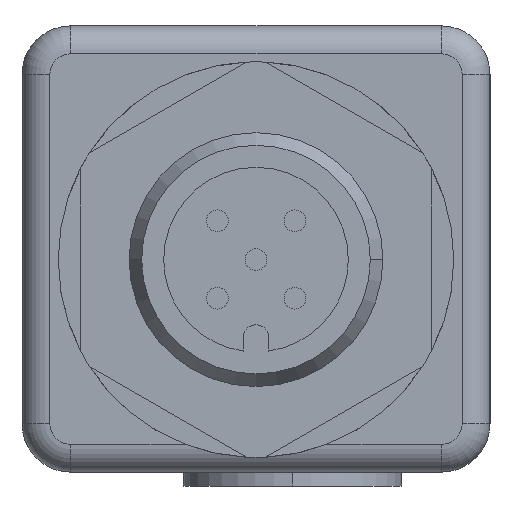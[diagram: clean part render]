
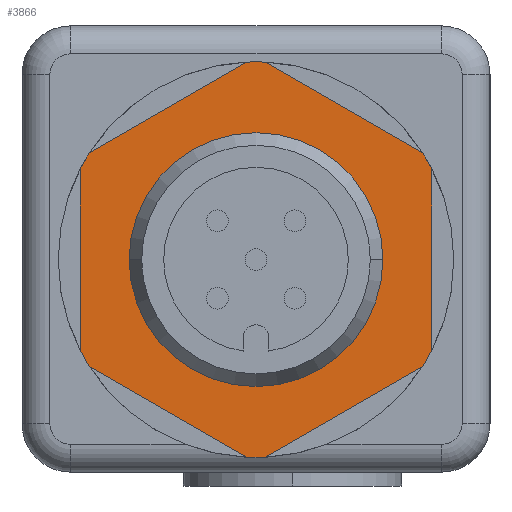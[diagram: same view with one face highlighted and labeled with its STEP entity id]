
A CAD part, left-side view. The second image highlights one B-rep face of the part: STEP entity #3866.
In plain terms, the highlighted planar face has unit normal (-1, 0, 0).
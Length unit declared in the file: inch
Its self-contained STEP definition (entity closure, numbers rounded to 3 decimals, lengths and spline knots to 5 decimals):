
#6 = LINE ( 'NONE', #2352, #5353 ) ;
#41 = VERTEX_POINT ( 'NONE', #754 ) ;
#107 = DIRECTION ( 'NONE',  ( 1., 0., 0. ) ) ;
#135 = CARTESIAN_POINT ( 'NONE',  ( -0.08, 0.4195, -0.419 ) ) ;
#180 = DIRECTION ( 'NONE',  ( -1., 0., 0. ) ) ;
#201 = CARTESIAN_POINT ( 'NONE',  ( -0.08, 0.7345, -0.58162 ) ) ;
#282 = CIRCLE ( 'NONE', #3654, 0.2275 ) ;
#323 = DIRECTION ( 'NONE',  ( 1., 0., 0. ) ) ;
#348 = CARTESIAN_POINT ( 'NONE',  ( -0.08, 0.4195, -0.419 ) ) ;
#431 = EDGE_CURVE ( 'NONE', #3062, #1562, #1804, .T. ) ;
#547 = CARTESIAN_POINT ( 'NONE',  ( -0.08, 0.52787, -0.8453 ) ) ;
#577 = DIRECTION ( 'NONE',  ( 0., 1., 0. ) ) ;
#638 = DIRECTION ( 'NONE',  ( 0., 0., 1. ) ) ;
#657 = CARTESIAN_POINT ( 'NONE',  ( -0.08, 0.40283, -0.06489 ) ) ;
#700 = ORIENTED_EDGE ( 'NONE', *, *, #929, .F. ) ;
#754 = CARTESIAN_POINT ( 'NONE',  ( -0.08, 0.43617, -0.06489 ) ) ;
#772 = LINE ( 'NONE', #1239, #3976 ) ;
#785 = DIRECTION ( 'NONE',  ( 0., 1., 0. ) ) ;
#801 = VERTEX_POINT ( 'NONE', #1526 ) ;
#907 = DIRECTION ( 'NONE',  ( 0., 0.866, 0.5 ) ) ;
#929 = EDGE_CURVE ( 'NONE', #2523, #1823, #5401, .T. ) ;
#962 = VECTOR ( 'NONE', #638, 39.37008 ) ;
#990 = EDGE_CURVE ( 'NONE', #2683, #2824, #3060, .T. ) ;
#1057 = ORIENTED_EDGE ( 'NONE', *, *, #2042, .F. ) ;
#1061 = EDGE_CURVE ( 'NONE', #801, #3185, #1793, .T. ) ;
#1079 = DIRECTION ( 'NONE',  ( 1., 0., 0. ) ) ;
#1088 = EDGE_CURVE ( 'NONE', #41, #4396, #4484, .T. ) ;
#1218 = EDGE_CURVE ( 'NONE', #4946, #3902, #3117, .T. ) ;
#1225 = DIRECTION ( 'NONE',  ( 0., -0.866, -0.5 ) ) ;
#1234 = AXIS2_PLACEMENT_3D ( 'NONE', #2868, #323, #3312 ) ;
#1239 = CARTESIAN_POINT ( 'NONE',  ( -0.08, 0.84287, -0.53829 ) ) ;
#1277 = EDGE_CURVE ( 'NONE', #3062, #4857, #3370, .T. ) ;
#1287 = DIRECTION ( 'NONE',  ( 0., 0., -1. ) ) ;
#1331 = AXIS2_PLACEMENT_3D ( 'NONE', #3977, #1462, #4417 ) ;
#1358 = VERTEX_POINT ( 'NONE', #3171 ) ;
#1440 = EDGE_CURVE ( 'NONE', #41, #2824, #6, .T. ) ;
#1462 = DIRECTION ( 'NONE',  ( 1., 0., 0. ) ) ;
#1526 = CARTESIAN_POINT ( 'NONE',  ( -0.08, 0.192, -0.419 ) ) ;
#1542 = DIRECTION ( 'NONE',  ( 1., 0., 0. ) ) ;
#1562 = VERTEX_POINT ( 'NONE', #4120 ) ;
#1627 = VECTOR ( 'NONE', #907, 39.37008 ) ;
#1685 = ORIENTED_EDGE ( 'NONE', *, *, #3913, .T. ) ;
#1752 = FACE_BOUND ( 'NONE', #2334, .T. ) ;
#1756 = LINE ( 'NONE', #2590, #1627 ) ;
#1793 = CIRCLE ( 'NONE', #1331, 0.2275 ) ;
#1800 = ORIENTED_EDGE ( 'NONE', *, *, #3797, .T. ) ;
#1804 = CIRCLE ( 'NONE', #5414, 0.3545 ) ;
#1823 = VERTEX_POINT ( 'NONE', #3973 ) ;
#1835 = ORIENTED_EDGE ( 'NONE', *, *, #1088, .F. ) ;
#1864 = PLANE ( 'NONE',  #2991 ) ;
#2042 = EDGE_CURVE ( 'NONE', #1358, #4857, #3357, .T. ) ;
#2089 = DIRECTION ( 'NONE',  ( 1., 0., 0. ) ) ;
#2100 = LINE ( 'NONE', #3610, #962 ) ;
#2226 = VECTOR ( 'NONE', #3527, 39.37008 ) ;
#2238 = EDGE_LOOP ( 'NONE', ( #700, #4746, #1835, #5054, #2636, #3479, #5215, #3182, #2405, #3112, #1057, #1685 ) ) ;
#2279 = LINE ( 'NONE', #4242, #5346 ) ;
#2288 = CARTESIAN_POINT ( 'NONE',  ( -0.08, 0.647, -0.419 ) ) ;
#2334 = EDGE_LOOP ( 'NONE', ( #1800, #4485 ) ) ;
#2352 = CARTESIAN_POINT ( 'NONE',  ( -0.08, 0.84287, -0.29971 ) ) ;
#2405 = ORIENTED_EDGE ( 'NONE', *, *, #431, .F. ) ;
#2523 = VERTEX_POINT ( 'NONE', #5259 ) ;
#2590 = CARTESIAN_POINT ( 'NONE',  ( -0.08, 0.52787, 0.0073 ) ) ;
#2636 = ORIENTED_EDGE ( 'NONE', *, *, #990, .F. ) ;
#2667 = CARTESIAN_POINT ( 'NONE',  ( -0.08, 0.4195, -0.419 ) ) ;
#2683 = VERTEX_POINT ( 'NONE', #3126 ) ;
#2736 = CARTESIAN_POINT ( 'NONE',  ( -0.08, 0.774, -0.419 ) ) ;
#2738 = FACE_OUTER_BOUND ( 'NONE', #2238, .T. ) ;
#2824 = VERTEX_POINT ( 'NONE', #4049 ) ;
#2868 = CARTESIAN_POINT ( 'NONE',  ( -0.08, 0.4195, -0.419 ) ) ;
#2911 = AXIS2_PLACEMENT_3D ( 'NONE', #4066, #1542, #4488 ) ;
#2989 = EDGE_CURVE ( 'NONE', #4946, #1562, #772, .T. ) ;
#2991 = AXIS2_PLACEMENT_3D ( 'NONE', #2736, #180, #3175 ) ;
#3060 = CIRCLE ( 'NONE', #5372, 0.3545 ) ;
#3062 = VERTEX_POINT ( 'NONE', #3501 ) ;
#3103 = DIRECTION ( 'NONE',  ( 0., 1., 0. ) ) ;
#3112 = ORIENTED_EDGE ( 'NONE', *, *, #1277, .T. ) ;
#3117 = CIRCLE ( 'NONE', #1234, 0.3545 ) ;
#3126 = CARTESIAN_POINT ( 'NONE',  ( -0.08, 0.7345, -0.25638 ) ) ;
#3127 = DIRECTION ( 'NONE',  ( 1., 0., 0. ) ) ;
#3156 = CARTESIAN_POINT ( 'NONE',  ( -0.08, 0.12117, -0.61049 ) ) ;
#3171 = CARTESIAN_POINT ( 'NONE',  ( -0.08, 0.1045, -0.58162 ) ) ;
#3175 = DIRECTION ( 'NONE',  ( 0., -1., 0. ) ) ;
#3182 = ORIENTED_EDGE ( 'NONE', *, *, #2989, .T. ) ;
#3185 = VERTEX_POINT ( 'NONE', #2288 ) ;
#3312 = DIRECTION ( 'NONE',  ( 0., 1., 0. ) ) ;
#3338 = DIRECTION ( 'NONE',  ( 1., 0., 0. ) ) ;
#3343 = AXIS2_PLACEMENT_3D ( 'NONE', #3625, #1079, #4025 ) ;
#3357 = CIRCLE ( 'NONE', #2911, 0.3545 ) ;
#3370 = LINE ( 'NONE', #547, #2226 ) ;
#3479 = ORIENTED_EDGE ( 'NONE', *, *, #4106, .T. ) ;
#3501 = CARTESIAN_POINT ( 'NONE',  ( -0.08, 0.40283, -0.77311 ) ) ;
#3527 = DIRECTION ( 'NONE',  ( 0., -0.866, 0.5 ) ) ;
#3610 = CARTESIAN_POINT ( 'NONE',  ( -0.08, 0.1045, -0.419 ) ) ;
#3625 = CARTESIAN_POINT ( 'NONE',  ( -0.08, 0.4195, -0.419 ) ) ;
#3628 = DIRECTION ( 'NONE',  ( 0., 0.866, -0.5 ) ) ;
#3654 = AXIS2_PLACEMENT_3D ( 'NONE', #2667, #107, #3103 ) ;
#3715 = AXIS2_PLACEMENT_3D ( 'NONE', #4588, #2089, #5006 ) ;
#3726 = EDGE_CURVE ( 'NONE', #2523, #4396, #1756, .T. ) ;
#3797 = EDGE_CURVE ( 'NONE', #3185, #801, #282, .T. ) ;
#3866 = ADVANCED_FACE ( 'NONE', ( #1752, #2738 ), #1864, .T. ) ;
#3902 = VERTEX_POINT ( 'NONE', #201 ) ;
#3913 = EDGE_CURVE ( 'NONE', #1358, #1823, #2100, .T. ) ;
#3973 = CARTESIAN_POINT ( 'NONE',  ( -0.08, 0.1045, -0.25638 ) ) ;
#3976 = VECTOR ( 'NONE', #1225, 39.37008 ) ;
#3977 = CARTESIAN_POINT ( 'NONE',  ( -0.08, 0.4195, -0.419 ) ) ;
#4025 = DIRECTION ( 'NONE',  ( 0., 1., 0. ) ) ;
#4049 = CARTESIAN_POINT ( 'NONE',  ( -0.08, 0.71783, -0.22751 ) ) ;
#4066 = CARTESIAN_POINT ( 'NONE',  ( -0.08, 0.4195, -0.419 ) ) ;
#4106 = EDGE_CURVE ( 'NONE', #2683, #3902, #2279, .T. ) ;
#4120 = CARTESIAN_POINT ( 'NONE',  ( -0.08, 0.43617, -0.77311 ) ) ;
#4242 = CARTESIAN_POINT ( 'NONE',  ( -0.08, 0.7345, -0.419 ) ) ;
#4396 = VERTEX_POINT ( 'NONE', #657 ) ;
#4417 = DIRECTION ( 'NONE',  ( 0., 1., 0. ) ) ;
#4484 = CIRCLE ( 'NONE', #3343, 0.3545 ) ;
#4485 = ORIENTED_EDGE ( 'NONE', *, *, #1061, .T. ) ;
#4488 = DIRECTION ( 'NONE',  ( 0., 1., 0. ) ) ;
#4588 = CARTESIAN_POINT ( 'NONE',  ( -0.08, 0.4195, -0.419 ) ) ;
#4746 = ORIENTED_EDGE ( 'NONE', *, *, #3726, .T. ) ;
#4857 = VERTEX_POINT ( 'NONE', #3156 ) ;
#4946 = VERTEX_POINT ( 'NONE', #5284 ) ;
#5006 = DIRECTION ( 'NONE',  ( 0., 1., 0. ) ) ;
#5054 = ORIENTED_EDGE ( 'NONE', *, *, #1440, .T. ) ;
#5215 = ORIENTED_EDGE ( 'NONE', *, *, #1218, .F. ) ;
#5259 = CARTESIAN_POINT ( 'NONE',  ( -0.08, 0.12117, -0.22751 ) ) ;
#5284 = CARTESIAN_POINT ( 'NONE',  ( -0.08, 0.71783, -0.61049 ) ) ;
#5346 = VECTOR ( 'NONE', #1287, 39.37008 ) ;
#5353 = VECTOR ( 'NONE', #3628, 39.37008 ) ;
#5372 = AXIS2_PLACEMENT_3D ( 'NONE', #135, #3127, #577 ) ;
#5401 = CIRCLE ( 'NONE', #3715, 0.3545 ) ;
#5414 = AXIS2_PLACEMENT_3D ( 'NONE', #348, #3338, #785 ) ;
